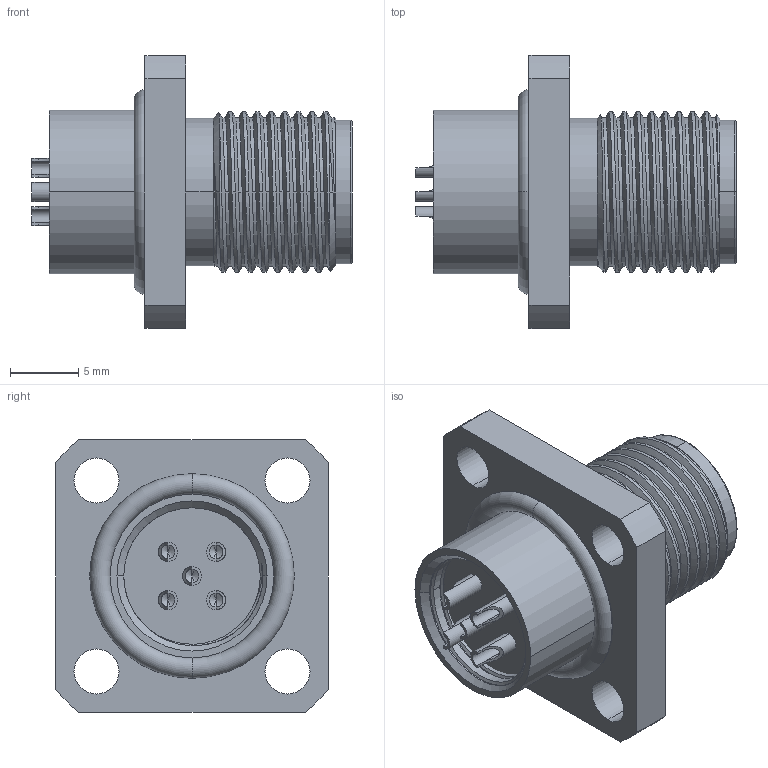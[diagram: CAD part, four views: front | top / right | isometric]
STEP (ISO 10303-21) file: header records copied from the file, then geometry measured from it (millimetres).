
FILE_DESCRIPTION (( 'STEP AP214' ), '1' );
FILE_NAME ('55-00241.STEP', '2024-04-08T23:43:30', ( '' ), ( '' ), 'SwSTEP 2.0', 'SolidWorks 2021', '' );
FILE_SCHEMA (( 'AUTOMOTIVE_DESIGN' ));
Length unit declared in the file: millimetre
Products named in the file (5): 55-00241-01___; 55-00241-02___; 55-00241-04___; 55-00241; 55-00241-03___
Assembly tree (8 placements, depth 2):
  55-00241
    55-00241-01___
    55-00241-02___
    55-00241-03___  x5
    55-00241-04___
Bounding box: 23.5 x 20 x 20 mm (x, y, z)
Volume: 2431.5 mm3; surface area: 4521.4 mm2
Topology: 8 solids, 8 shells, 351 faces, 825 edges, 513 vertices
Faces by surface type: cylinder 180, plane 75, cone 43, torus 37, sphere 10, bspline 6
Entity records: 9170 total; most frequent: CARTESIAN_POINT 3964, ORIENTED_EDGE 1070, DIRECTION 1056, EDGE_CURVE 535, AXIS2_PLACEMENT_3D 426, VERTEX_POINT 345, EDGE_LOOP 254, ADVANCED_FACE 215
